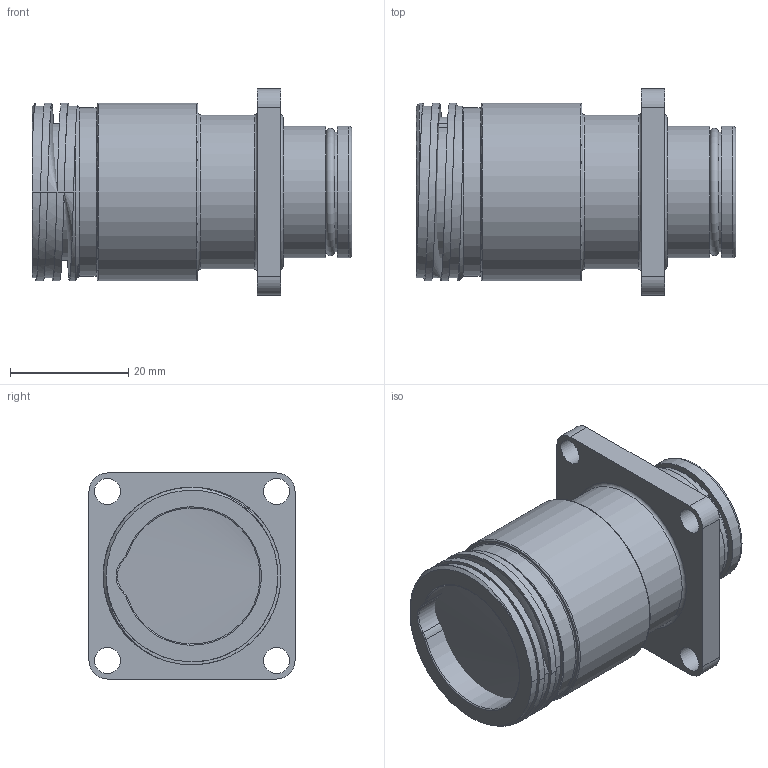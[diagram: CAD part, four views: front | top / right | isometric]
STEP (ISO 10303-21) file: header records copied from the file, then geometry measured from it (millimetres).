
FILE_DESCRIPTION(/* description */ (''),/* implementation_level */ '2;1');
FILE_NAME(/* name */ 'TrustLink MS FCR B 16 F.stp',/* time_stamp */ '2021-03-09T15:57:07+01:00',/* author */ ('sh'),/* organization */ (''),/* preprocessor_version */ 'ST-DEVELOPER v17.2',/* originating_system */ 'Autodesk Inventor 2019',/* authorisation */ '');
FILE_SCHEMA (('AUTOMOTIVE_DESIGN { 1 0 10303 214 3 1 1 }'));
Products named in the file (1): TrustLink MS FCR B 16 F
Bounding box: 54 x 34.8 x 34.8 mm (x, y, z)
Volume: 22584.5 mm3; surface area: 14945.4 mm2
Topology: 2 solids, 4 shells, 1363 faces, 3724 edges, 2396 vertices
Faces by surface type: plane 516, cylinder 367, bspline 271, cone 146, torus 63
Full cylindrical faces by diameter (mm): 0.5 x14, 1 x2, 1.05 x14, 1.1 x14, 1.12 x14, 1.32 x14, 1.6 x16, 1.75 x14, 1.78 x14, 1.8 x28, 1.85 x2, 1.96 x2, 1.98 x14, 2.4 x18, 2.6 x4, 2.9 x2, 2.95 x2, 3.5 x2, 4.4 x4, 16 x1, 19 x1, 20 x1, 20.17 x2, 20.5 x1, 22.17 x2, 23 x2, 23.5 x2, 25.2 x4, 26 x1, 27.3 x1
Entity records: 54619 total; most frequent: CARTESIAN_POINT 19778, ORIENTED_EDGE 7384, DIRECTION 6363, EDGE_CURVE 3692, VERTEX_POINT 2396, AXIS2_PLACEMENT_3D 2339, LINE 1685, VECTOR 1685
